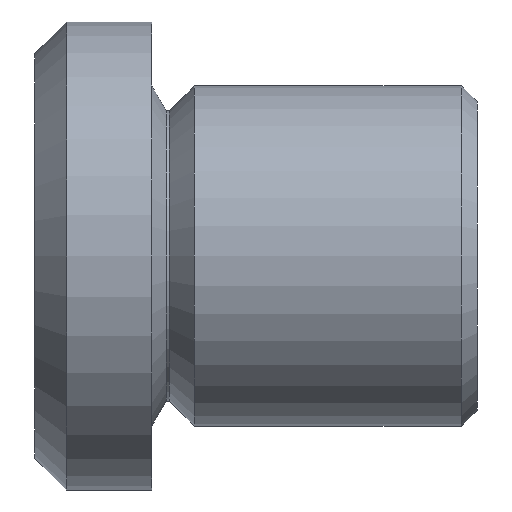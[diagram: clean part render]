
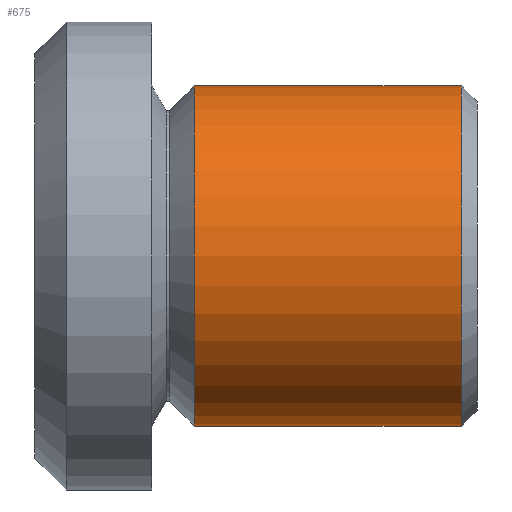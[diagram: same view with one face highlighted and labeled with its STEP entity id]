
A CAD part, front view. The second image highlights one B-rep face of the part: STEP entity #675.
In plain terms, the highlighted cylindrical face has radius 8 mm (diameter 16 mm), a partial arc.
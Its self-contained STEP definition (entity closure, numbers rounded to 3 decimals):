
#20 = CARTESIAN_POINT ( 'NONE',  ( 7.5, 0., -8. ) ) ;
#40 = DIRECTION ( 'NONE',  ( -1., 0., 0. ) ) ;
#87 = DIRECTION ( 'NONE',  ( 0., 0., 1. ) ) ;
#112 = CIRCLE ( 'NONE', #520, 8. ) ;
#116 = CIRCLE ( 'NONE', #783, 8. ) ;
#117 = DIRECTION ( 'NONE',  ( -1., 0., 0. ) ) ;
#191 = CARTESIAN_POINT ( 'NONE',  ( 7.5, 0., 0. ) ) ;
#200 = ORIENTED_EDGE ( 'NONE', *, *, #770, .T. ) ;
#201 = EDGE_CURVE ( 'NONE', #715, #208, #116, .T. ) ;
#208 = VERTEX_POINT ( 'NONE', #310 ) ;
#310 = CARTESIAN_POINT ( 'NONE',  ( 20.05, 0., 8. ) ) ;
#312 = DIRECTION ( 'NONE',  ( -1., 0., 0. ) ) ;
#324 = VECTOR ( 'NONE', #312, 1000. ) ;
#376 = FACE_OUTER_BOUND ( 'NONE', #604, .T. ) ;
#389 = CARTESIAN_POINT ( 'NONE',  ( 20.05, 0., 0. ) ) ;
#400 = CARTESIAN_POINT ( 'NONE',  ( -1.802, 0., -8. ) ) ;
#459 = DIRECTION ( 'NONE',  ( 0., 0., 1. ) ) ;
#471 = VERTEX_POINT ( 'NONE', #880 ) ;
#480 = CARTESIAN_POINT ( 'NONE',  ( -1.802, 0., 8. ) ) ;
#520 = AXIS2_PLACEMENT_3D ( 'NONE', #191, #707, #87 ) ;
#599 = ORIENTED_EDGE ( 'NONE', *, *, #201, .T. ) ;
#604 = EDGE_LOOP ( 'NONE', ( #935, #599, #200, #664 ) ) ;
#636 = CARTESIAN_POINT ( 'NONE',  ( -1.802, 0., 0. ) ) ;
#652 = DIRECTION ( 'NONE',  ( 0., 0., -1. ) ) ;
#664 = ORIENTED_EDGE ( 'NONE', *, *, #861, .F. ) ;
#675 = ADVANCED_FACE ( 'NONE', ( #376 ), #1073, .T. ) ;
#703 = VERTEX_POINT ( 'NONE', #20 ) ;
#707 = DIRECTION ( 'NONE',  ( -1., 0., 0. ) ) ;
#715 = VERTEX_POINT ( 'NONE', #1037 ) ;
#770 = EDGE_CURVE ( 'NONE', #208, #471, #1047, .T. ) ;
#783 = AXIS2_PLACEMENT_3D ( 'NONE', #389, #1044, #652 ) ;
#861 = EDGE_CURVE ( 'NONE', #703, #471, #112, .T. ) ;
#862 = LINE ( 'NONE', #400, #1152 ) ;
#880 = CARTESIAN_POINT ( 'NONE',  ( 7.5, 0., 8. ) ) ;
#935 = ORIENTED_EDGE ( 'NONE', *, *, #1108, .F. ) ;
#1037 = CARTESIAN_POINT ( 'NONE',  ( 20.05, 0., -8. ) ) ;
#1044 = DIRECTION ( 'NONE',  ( -1., 0., 0. ) ) ;
#1045 = AXIS2_PLACEMENT_3D ( 'NONE', #636, #117, #459 ) ;
#1047 = LINE ( 'NONE', #480, #324 ) ;
#1073 = CYLINDRICAL_SURFACE ( 'NONE', #1045, 8. ) ;
#1108 = EDGE_CURVE ( 'NONE', #715, #703, #862, .T. ) ;
#1152 = VECTOR ( 'NONE', #40, 1000. ) ;
